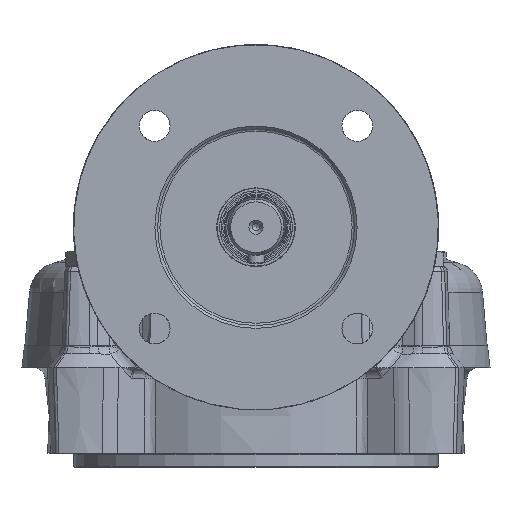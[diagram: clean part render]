
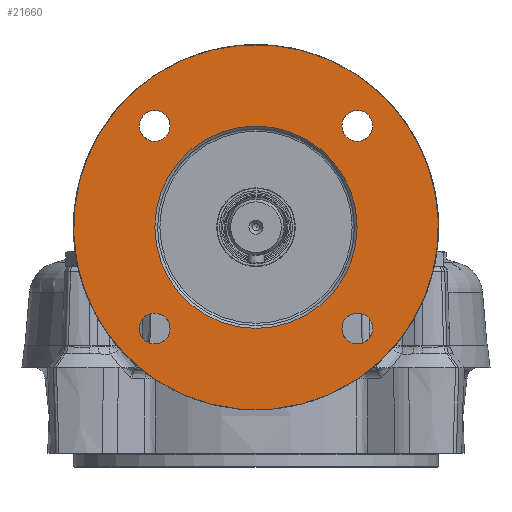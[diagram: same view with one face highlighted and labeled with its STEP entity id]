
A CAD part, left-side view. The second image highlights one B-rep face of the part: STEP entity #21660.
In plain terms, the highlighted planar face has unit normal (-1, 0, 0).
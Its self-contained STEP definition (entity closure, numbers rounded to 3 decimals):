
#1517=CIRCLE('',#23166,65.);
#1518=CIRCLE('',#23167,65.);
#1519=CIRCLE('',#23168,5.5);
#1520=CIRCLE('',#23169,5.5);
#1521=CIRCLE('',#23170,36.);
#1522=CIRCLE('',#23171,5.5);
#1523=CIRCLE('',#23172,5.5);
#2364=B_SPLINE_CURVE_WITH_KNOTS('',3,(#41204,#41205,#41206,#41207,#41208,
#41209,#41210,#41211,#41212,#41213,#41214,#41215,#41216,#41217,#41218,#41219,
#41220,#41221,#41222),.UNSPECIFIED.,.F.,.F.,(4,1,1,1,1,1,1,1,1,1,1,1,1,
1,1,1,4),(0.,0.008,0.016,0.024,
0.032,0.04,0.048,0.056,
0.064,0.072,0.08,0.088,
0.096,0.104,0.112,0.12,
0.128),.UNSPECIFIED.);
#2365=B_SPLINE_CURVE_WITH_KNOTS('',3,(#41227,#41228,#41229,#41230,#41231,
#41232,#41233,#41234,#41235,#41236,#41237,#41238,#41239,#41240,#41241,#41242,
#41243,#41244,#41245),.UNSPECIFIED.,.F.,.F.,(4,1,1,1,1,1,1,1,1,1,1,1,1,
1,1,1,4),(0.,0.008,0.016,0.024,
0.032,0.04,0.048,0.056,
0.064,0.072,0.08,0.088,
0.096,0.104,0.112,0.12,
0.128),.UNSPECIFIED.);
#5066=ORIENTED_EDGE('',*,*,#8175,.T.);
#5067=ORIENTED_EDGE('',*,*,#8176,.F.);
#5068=ORIENTED_EDGE('',*,*,#8177,.T.);
#5069=ORIENTED_EDGE('',*,*,#8178,.F.);
#5070=ORIENTED_EDGE('',*,*,#8179,.T.);
#5071=ORIENTED_EDGE('',*,*,#8180,.T.);
#5072=ORIENTED_EDGE('',*,*,#8181,.T.);
#5073=ORIENTED_EDGE('',*,*,#8182,.T.);
#5074=ORIENTED_EDGE('',*,*,#8183,.T.);
#8175=EDGE_CURVE('',#9885,#9886,#2364,.T.);
#8176=EDGE_CURVE('',#9887,#9886,#1517,.T.);
#8177=EDGE_CURVE('',#9887,#9888,#2365,.T.);
#8178=EDGE_CURVE('',#9885,#9888,#1518,.T.);
#8179=EDGE_CURVE('',#9889,#9889,#1519,.T.);
#8180=EDGE_CURVE('',#9890,#9890,#1520,.T.);
#8181=EDGE_CURVE('',#9891,#9891,#1521,.T.);
#8182=EDGE_CURVE('',#9892,#9892,#1522,.T.);
#8183=EDGE_CURVE('',#9893,#9893,#1523,.T.);
#9885=VERTEX_POINT('',#41223);
#9886=VERTEX_POINT('',#41224);
#9887=VERTEX_POINT('',#41226);
#9888=VERTEX_POINT('',#41246);
#9889=VERTEX_POINT('',#41249);
#9890=VERTEX_POINT('',#41251);
#9891=VERTEX_POINT('',#41253);
#9892=VERTEX_POINT('',#41255);
#9893=VERTEX_POINT('',#41257);
#12178=EDGE_LOOP('',(#5066,#5067,#5068,#5069));
#12179=EDGE_LOOP('',(#5070));
#12180=EDGE_LOOP('',(#5071));
#12181=EDGE_LOOP('',(#5072));
#12182=EDGE_LOOP('',(#5073));
#12183=EDGE_LOOP('',(#5074));
#13506=FACE_BOUND('',#12178,.T.);
#13507=FACE_BOUND('',#12179,.T.);
#13508=FACE_BOUND('',#12180,.T.);
#13509=FACE_BOUND('',#12181,.T.);
#13510=FACE_BOUND('',#12182,.T.);
#13511=FACE_BOUND('',#12183,.T.);
#14229=PLANE('',#23165);
#21660=ADVANCED_FACE('',(#13506,#13507,#13508,#13509,#13510,#13511),#14229,
 .F.);
#23165=AXIS2_PLACEMENT_3D('',#41203,#26351,#26352);
#23166=AXIS2_PLACEMENT_3D('',#41225,#26353,#26354);
#23167=AXIS2_PLACEMENT_3D('',#41247,#26355,#26356);
#23168=AXIS2_PLACEMENT_3D('',#41248,#26357,#26358);
#23169=AXIS2_PLACEMENT_3D('',#41250,#26359,#26360);
#23170=AXIS2_PLACEMENT_3D('',#41252,#26361,#26362);
#23171=AXIS2_PLACEMENT_3D('',#41254,#26363,#26364);
#23172=AXIS2_PLACEMENT_3D('',#41256,#26365,#26366);
#26351=DIRECTION('',(1.,0.,0.));
#26352=DIRECTION('',(0.,1.,0.));
#26353=DIRECTION('',(1.,0.,0.));
#26354=DIRECTION('',(0.,1.,0.));
#26355=DIRECTION('',(1.,0.,0.));
#26356=DIRECTION('',(0.,1.,0.));
#26357=DIRECTION('',(1.,0.,0.));
#26358=DIRECTION('',(0.,0.,1.));
#26359=DIRECTION('',(1.,0.,0.));
#26360=DIRECTION('',(0.,0.,-1.));
#26361=DIRECTION('',(1.,0.,0.));
#26362=DIRECTION('',(0.,1.,0.));
#26363=DIRECTION('',(1.,0.,0.));
#26364=DIRECTION('',(0.,1.,0.));
#26365=DIRECTION('',(1.,0.,0.));
#26366=DIRECTION('',(0.,-1.,0.));
#41203=CARTESIAN_POINT('',(-128.,64.886,80.5));
#41204=CARTESIAN_POINT('',(-128.,36.076,134.57));
#41205=CARTESIAN_POINT('',(-128.,38.306,133.082));
#41206=CARTESIAN_POINT('',(-128.,42.579,129.826));
#41207=CARTESIAN_POINT('',(-128.,48.288,124.223));
#41208=CARTESIAN_POINT('',(-128.,53.219,118.036));
#41209=CARTESIAN_POINT('',(-128.,57.428,111.169));
#41210=CARTESIAN_POINT('',(-128.,60.717,103.92));
#41211=CARTESIAN_POINT('',(-128.,63.103,96.356));
#41212=CARTESIAN_POINT('',(-128.,64.569,88.424));
#41213=CARTESIAN_POINT('',(-128.,65.045,80.512));
#41214=CARTESIAN_POINT('',(-128.,64.568,72.561));
#41215=CARTESIAN_POINT('',(-128.,63.102,64.645));
#41216=CARTESIAN_POINT('',(-128.,60.728,57.104));
#41217=CARTESIAN_POINT('',(-128.,57.417,49.809));
#41218=CARTESIAN_POINT('',(-128.,53.228,42.98));
#41219=CARTESIAN_POINT('',(-128.,48.304,36.792));
#41220=CARTESIAN_POINT('',(-128.,42.565,31.162));
#41221=CARTESIAN_POINT('',(-128.,38.306,27.918));
#41222=CARTESIAN_POINT('',(-128.,36.076,26.43));
#41223=CARTESIAN_POINT('',(-128.,36.076,134.57));
#41224=CARTESIAN_POINT('',(-128.,36.076,26.43));
#41225=CARTESIAN_POINT('',(-128.,0.,80.5));
#41226=CARTESIAN_POINT('',(-128.,-36.076,26.43));
#41227=CARTESIAN_POINT('',(-128.,-36.076,26.43));
#41228=CARTESIAN_POINT('',(-128.,-38.306,27.918));
#41229=CARTESIAN_POINT('',(-128.,-42.579,31.174));
#41230=CARTESIAN_POINT('',(-128.,-48.288,36.777));
#41231=CARTESIAN_POINT('',(-128.,-53.219,42.964));
#41232=CARTESIAN_POINT('',(-128.,-57.428,49.831));
#41233=CARTESIAN_POINT('',(-128.,-60.717,57.08));
#41234=CARTESIAN_POINT('',(-128.,-63.103,64.644));
#41235=CARTESIAN_POINT('',(-128.,-64.569,72.576));
#41236=CARTESIAN_POINT('',(-128.,-65.045,80.488));
#41237=CARTESIAN_POINT('',(-128.,-64.568,88.439));
#41238=CARTESIAN_POINT('',(-128.,-63.102,96.355));
#41239=CARTESIAN_POINT('',(-128.,-60.728,103.896));
#41240=CARTESIAN_POINT('',(-128.,-57.417,111.191));
#41241=CARTESIAN_POINT('',(-128.,-53.228,118.02));
#41242=CARTESIAN_POINT('',(-128.,-48.304,124.208));
#41243=CARTESIAN_POINT('',(-128.,-42.565,129.838));
#41244=CARTESIAN_POINT('',(-128.,-38.306,133.082));
#41245=CARTESIAN_POINT('',(-128.,-36.076,134.57));
#41246=CARTESIAN_POINT('',(-128.,-36.076,134.57));
#41247=CARTESIAN_POINT('',(-128.,0.,80.5));
#41248=CARTESIAN_POINT('',(-128.,36.062,44.438));
#41249=CARTESIAN_POINT('',(-128.,36.062,49.938));
#41250=CARTESIAN_POINT('',(-128.,-36.062,116.562));
#41251=CARTESIAN_POINT('',(-128.,-36.062,111.062));
#41252=CARTESIAN_POINT('',(-128.,0.,80.5));
#41253=CARTESIAN_POINT('',(-128.,36.,80.5));
#41254=CARTESIAN_POINT('',(-128.,-36.062,44.438));
#41255=CARTESIAN_POINT('',(-128.,-30.562,44.438));
#41256=CARTESIAN_POINT('',(-128.,36.062,116.562));
#41257=CARTESIAN_POINT('',(-128.,30.562,116.562));
